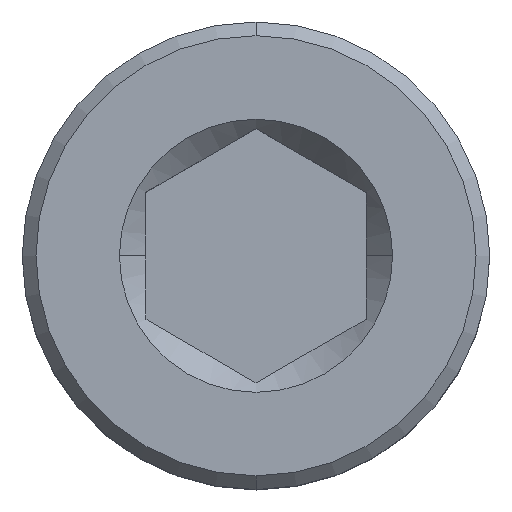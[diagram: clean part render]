
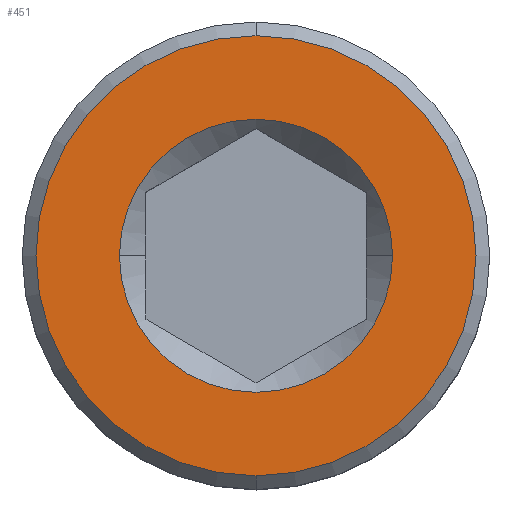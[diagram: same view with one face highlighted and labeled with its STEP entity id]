
A CAD part, top view. The second image highlights one B-rep face of the part: STEP entity #451.
In plain terms, the highlighted planar face has unit normal (0, 0, 1).
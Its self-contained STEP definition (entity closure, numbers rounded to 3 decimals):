
#31 = DIRECTION ( 'NONE',  ( 0., 1., 0. ) ) ;
#37 = EDGE_CURVE ( 'NONE', #761, #261, #79, .T. ) ;
#49 = FACE_BOUND ( 'NONE', #657, .T. ) ;
#58 = CARTESIAN_POINT ( 'NONE',  ( 0., 0., 12.5 ) ) ;
#79 = CIRCLE ( 'NONE', #755, 2.483 ) ;
#86 = FACE_OUTER_BOUND ( 'NONE', #587, .T. ) ;
#119 = DIRECTION ( 'NONE',  ( 0., 0., 1. ) ) ;
#122 = ORIENTED_EDGE ( 'NONE', *, *, #583, .F. ) ;
#147 = DIRECTION ( 'NONE',  ( 0., 0., 1. ) ) ;
#149 = DIRECTION ( 'NONE',  ( 0., 0., -1. ) ) ;
#160 = EDGE_CURVE ( 'NONE', #261, #761, #659, .T. ) ;
#194 = CARTESIAN_POINT ( 'NONE',  ( 0., 0., 12.5 ) ) ;
#257 = CARTESIAN_POINT ( 'NONE',  ( -2.483, 0., 12.5 ) ) ;
#261 = VERTEX_POINT ( 'NONE', #257 ) ;
#323 = ORIENTED_EDGE ( 'NONE', *, *, #675, .F. ) ;
#331 = CARTESIAN_POINT ( 'NONE',  ( 0., 0., 12.5 ) ) ;
#345 = VERTEX_POINT ( 'NONE', #686 ) ;
#359 = VERTEX_POINT ( 'NONE', #504 ) ;
#402 = DIRECTION ( 'NONE',  ( 0., 0., -1. ) ) ;
#410 = AXIS2_PLACEMENT_3D ( 'NONE', #331, #402, #31 ) ;
#428 = CIRCLE ( 'NONE', #410, 4. ) ;
#432 = DIRECTION ( 'NONE',  ( 0., 0., 1. ) ) ;
#451 = ADVANCED_FACE ( 'NONE', ( #49, #86 ), #562, .T. ) ;
#465 = CARTESIAN_POINT ( 'NONE',  ( 0., 0., 12.5 ) ) ;
#467 = CIRCLE ( 'NONE', #582, 4. ) ;
#504 = CARTESIAN_POINT ( 'NONE',  ( 0., 4., 12.5 ) ) ;
#538 = ORIENTED_EDGE ( 'NONE', *, *, #37, .F. ) ;
#544 = AXIS2_PLACEMENT_3D ( 'NONE', #58, #119, #744 ) ;
#551 = DIRECTION ( 'NONE',  ( 1., 0., 0. ) ) ;
#554 = CARTESIAN_POINT ( 'NONE',  ( 0., 0., 12.5 ) ) ;
#562 = PLANE ( 'NONE',  #636 ) ;
#574 = DIRECTION ( 'NONE',  ( 0., 1., 0. ) ) ;
#582 = AXIS2_PLACEMENT_3D ( 'NONE', #465, #149, #574 ) ;
#583 = EDGE_CURVE ( 'NONE', #345, #359, #467, .T. ) ;
#587 = EDGE_LOOP ( 'NONE', ( #323, #122 ) ) ;
#591 = CARTESIAN_POINT ( 'NONE',  ( 2.483, 0., 12.5 ) ) ;
#634 = DIRECTION ( 'NONE',  ( 0., -1., 0. ) ) ;
#636 = AXIS2_PLACEMENT_3D ( 'NONE', #194, #147, #634 ) ;
#657 = EDGE_LOOP ( 'NONE', ( #538, #730 ) ) ;
#659 = CIRCLE ( 'NONE', #544, 2.483 ) ;
#675 = EDGE_CURVE ( 'NONE', #359, #345, #428, .T. ) ;
#686 = CARTESIAN_POINT ( 'NONE',  ( 0., -4., 12.5 ) ) ;
#730 = ORIENTED_EDGE ( 'NONE', *, *, #160, .F. ) ;
#744 = DIRECTION ( 'NONE',  ( 1., 0., 0. ) ) ;
#755 = AXIS2_PLACEMENT_3D ( 'NONE', #554, #432, #551 ) ;
#761 = VERTEX_POINT ( 'NONE', #591 ) ;
